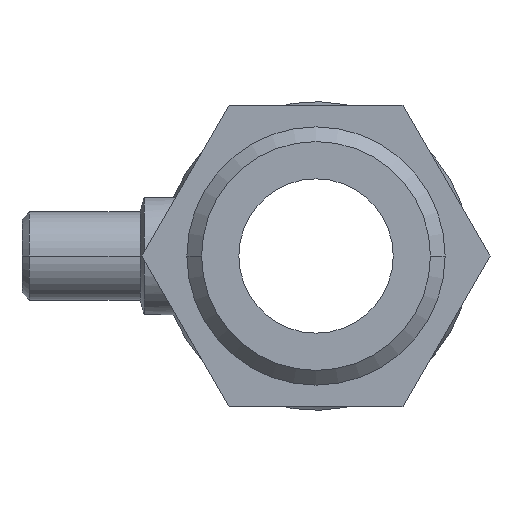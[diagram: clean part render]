
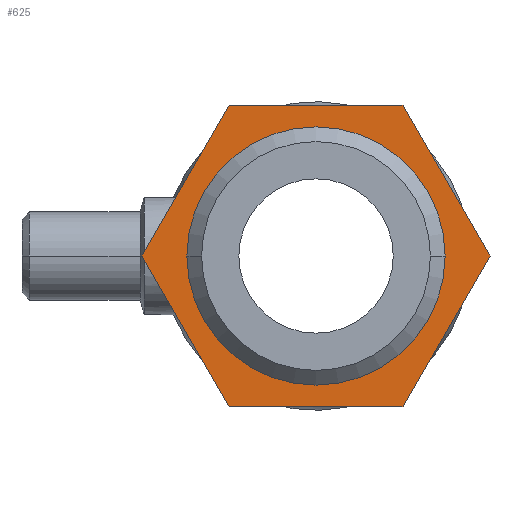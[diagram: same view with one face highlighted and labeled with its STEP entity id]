
A CAD part, left-side view. The second image highlights one B-rep face of the part: STEP entity #625.
In plain terms, the highlighted planar face has unit normal (-1, 0, 0).
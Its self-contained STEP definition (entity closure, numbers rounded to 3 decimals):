
#341 = EDGE_CURVE( '', #657, #909, #987, .T. );
#371 = VERTEX_POINT( '', #1021 );
#395 = VERTEX_POINT( '', #1046 );
#407 = EDGE_CURVE( '', #735, #395, #1060, .T. );
#501 = EDGE_CURVE( '', #909, #657, #1163, .T. );
#527 = VERTEX_POINT( '', #1192 );
#625 = ADVANCED_FACE( '', ( #1303, #1304 ), #1305, .T. );
#655 = VERTEX_POINT( '', #1337 );
#657 = VERTEX_POINT( '', #1339 );
#681 = EDGE_CURVE( '', #655, #735, #1367, .T. );
#721 = EDGE_CURVE( '', #395, #885, #1417, .T. );
#735 = VERTEX_POINT( '', #1432 );
#809 = EDGE_CURVE( '', #527, #371, #1512, .T. );
#841 = EDGE_CURVE( '', #371, #655, #1548, .T. );
#885 = VERTEX_POINT( '', #1601 );
#893 = EDGE_CURVE( '', #885, #527, #1611, .T. );
#909 = VERTEX_POINT( '', #1628 );
#987 = CIRCLE( '', #1705, 17.568 );
#1021 = CARTESIAN_POINT( '', ( -75.625, 23.671, 0. ) );
#1046 = CARTESIAN_POINT( '', ( -75.625, -23.671, 0. ) );
#1060 = LINE( '', #1861, #1862 );
#1163 = CIRCLE( '', #2104, 17.568 );
#1192 = CARTESIAN_POINT( '', ( -75.625, 11.836, 20.5 ) );
#1303 = FACE_OUTER_BOUND( '', #2307, .T. );
#1304 = FACE_BOUND( '', #2308, .T. );
#1305 = PLANE( '', #2309 );
#1337 = CARTESIAN_POINT( '', ( -75.625, 11.836, -20.5 ) );
#1339 = CARTESIAN_POINT( '', ( -75.625, 17.568, 0. ) );
#1367 = LINE( '', #2416, #2417 );
#1417 = LINE( '', #2535, #2536 );
#1432 = CARTESIAN_POINT( '', ( -75.625, -11.836, -20.5 ) );
#1512 = LINE( '', #2759, #2760 );
#1548 = LINE( '', #2807, #2808 );
#1601 = CARTESIAN_POINT( '', ( -75.625, -11.836, 20.5 ) );
#1611 = LINE( '', #2959, #2960 );
#1628 = CARTESIAN_POINT( '', ( -75.625, -17.568, 0. ) );
#1705 = AXIS2_PLACEMENT_3D( '', #3069, #3070, #3071 );
#1861 = CARTESIAN_POINT( '', ( -75.625, -17.693, -10.356 ) );
#1862 = VECTOR( '', #3147, 1. );
#2104 = AXIS2_PLACEMENT_3D( '', #3258, #3259, #3260 );
#2307 = EDGE_LOOP( '', ( #3437, #3438, #3439, #3440, #3441, #3442 ) );
#2308 = EDGE_LOOP( '', ( #3443, #3444 ) );
#2309 = AXIS2_PLACEMENT_3D( '', #3445, #3446, #3447 );
#2416 = CARTESIAN_POINT( '', ( -75.625, 6.162, -20.5 ) );
#2417 = VECTOR( '', #3511, 1. );
#2535 = CARTESIAN_POINT( '', ( -75.625, -11.775, 20.606 ) );
#2536 = VECTOR( '', #3587, 1. );
#2759 = CARTESIAN_POINT( '', ( -75.625, 23.732, -0.106 ) );
#2760 = VECTOR( '', #3691, 1. );
#2807 = CARTESIAN_POINT( '', ( -75.625, 17.814, -10.144 ) );
#2808 = VECTOR( '', #3737, 1. );
#2959 = CARTESIAN_POINT( '', ( -75.625, 17.997, 20.5 ) );
#2960 = VECTOR( '', #3837, 1. );
#3069 = CARTESIAN_POINT( '', ( -75.625, 0., 0. ) );
#3070 = DIRECTION( '', ( -1., 0., 0. ) );
#3071 = DIRECTION( '', ( 0., 1., 0. ) );
#3147 = DIRECTION( '', ( 0., -0.5, 0.866 ) );
#3258 = CARTESIAN_POINT( '', ( -75.625, 0., 0. ) );
#3259 = DIRECTION( '', ( -1., 0., 0. ) );
#3260 = DIRECTION( '', ( 0., 1., 0. ) );
#3437 = ORIENTED_EDGE( '', *, *, #893, .T. );
#3438 = ORIENTED_EDGE( '', *, *, #809, .T. );
#3439 = ORIENTED_EDGE( '', *, *, #841, .T. );
#3440 = ORIENTED_EDGE( '', *, *, #681, .T. );
#3441 = ORIENTED_EDGE( '', *, *, #407, .T. );
#3442 = ORIENTED_EDGE( '', *, *, #721, .T. );
#3443 = ORIENTED_EDGE( '', *, *, #341, .F. );
#3444 = ORIENTED_EDGE( '', *, *, #501, .F. );
#3445 = CARTESIAN_POINT( '', ( -75.625, 24.159, 0. ) );
#3446 = DIRECTION( '', ( -1., 0., 0. ) );
#3447 = DIRECTION( '', ( 0., 1., 0. ) );
#3511 = DIRECTION( '', ( 0., -1., 0. ) );
#3587 = DIRECTION( '', ( 0., 0.5, 0.866 ) );
#3691 = DIRECTION( '', ( 0., 0.5, -0.866 ) );
#3737 = DIRECTION( '', ( 0., -0.5, -0.866 ) );
#3837 = DIRECTION( '', ( 0., 1., 0. ) );
